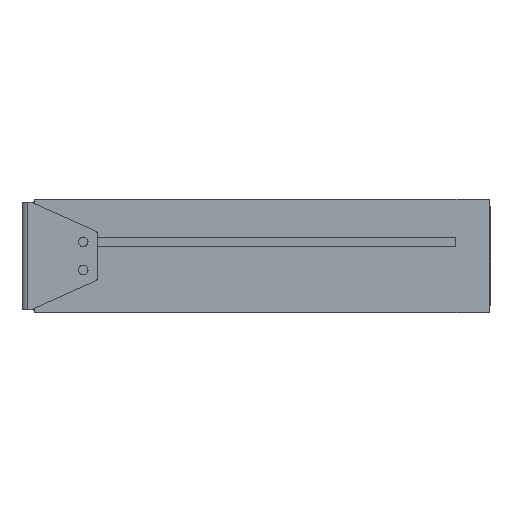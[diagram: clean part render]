
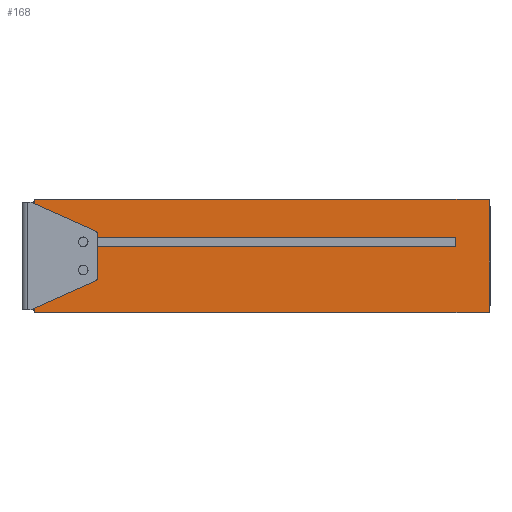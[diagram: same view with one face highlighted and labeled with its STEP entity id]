
A CAD part, top view. The second image highlights one B-rep face of the part: STEP entity #168.
In plain terms, the highlighted planar face has unit normal (0, 0, 1).
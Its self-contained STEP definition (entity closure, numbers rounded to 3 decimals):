
#168=ADVANCED_FACE('',(#415),#416,.T.);
#415=FACE_OUTER_BOUND('',#755,.T.);
#416=PLANE('',#756);
#755=EDGE_LOOP('',(#1190,#1191,#1192,#1193,#1194,#1195,#1196,#1197,#1198,#1199,#1200,#1201,#1202,#1203));
#756=AXIS2_PLACEMENT_3D('',#1204,#1205,#1206);
#1190=ORIENTED_EDGE('',*,*,#2120,.T.);
#1191=ORIENTED_EDGE('',*,*,#2121,.T.);
#1192=ORIENTED_EDGE('',*,*,#2122,.T.);
#1193=ORIENTED_EDGE('',*,*,#2123,.F.);
#1194=ORIENTED_EDGE('',*,*,#2124,.F.);
#1195=ORIENTED_EDGE('',*,*,#2125,.T.);
#1196=ORIENTED_EDGE('',*,*,#2126,.T.);
#1197=ORIENTED_EDGE('',*,*,#2127,.F.);
#1198=ORIENTED_EDGE('',*,*,#2128,.T.);
#1199=ORIENTED_EDGE('',*,*,#2129,.T.);
#1200=ORIENTED_EDGE('',*,*,#2130,.T.);
#1201=ORIENTED_EDGE('',*,*,#2131,.T.);
#1202=ORIENTED_EDGE('',*,*,#2132,.F.);
#1203=ORIENTED_EDGE('',*,*,#2133,.F.);
#1204=CARTESIAN_POINT('',(0.0,20.0,0.0));
#1205=DIRECTION('',(0.0,0.0,1.0));
#1206=DIRECTION('',(1.0,-0.0,0.0));
#2120=EDGE_CURVE('',#2585,#2586,#2587,.T.);
#2121=EDGE_CURVE('',#2586,#2588,#2589,.T.);
#2122=EDGE_CURVE('',#2588,#2590,#2591,.T.);
#2123=EDGE_CURVE('',#2592,#2590,#2593,.T.);
#2124=EDGE_CURVE('',#2594,#2592,#2595,.T.);
#2125=EDGE_CURVE('',#2594,#2596,#2597,.T.);
#2126=EDGE_CURVE('',#2596,#2598,#2599,.T.);
#2127=EDGE_CURVE('',#2600,#2598,#2601,.T.);
#2128=EDGE_CURVE('',#2600,#2602,#2603,.T.);
#2129=EDGE_CURVE('',#2602,#2604,#2605,.T.);
#2130=EDGE_CURVE('',#2604,#2606,#2607,.T.);
#2131=EDGE_CURVE('',#2606,#2608,#2609,.T.);
#2132=EDGE_CURVE('',#2610,#2608,#2611,.T.);
#2133=EDGE_CURVE('',#2585,#2610,#2612,.T.);
#2585=VERTEX_POINT('',#3197);
#2586=VERTEX_POINT('',#3198);
#2587=LINE('',#3199,#3200);
#2588=VERTEX_POINT('',#3201);
#2589=CIRCLE('',#3202,3.0);
#2590=VERTEX_POINT('',#3203);
#2591=LINE('',#3204,#3205);
#2592=VERTEX_POINT('',#3206);
#2593=LINE('',#3207,#3208);
#2594=VERTEX_POINT('',#3209);
#2595=LINE('',#3210,#3211);
#2596=VERTEX_POINT('',#3212);
#2597=LINE('',#3213,#3214);
#2598=VERTEX_POINT('',#3215);
#2599=LINE('',#3216,#3217);
#2600=VERTEX_POINT('',#3218);
#2601=LINE('',#3219,#3220);
#2602=VERTEX_POINT('',#3221);
#2603=LINE('',#3222,#3223);
#2604=VERTEX_POINT('',#3224);
#2605=CIRCLE('',#3225,3.0);
#2606=VERTEX_POINT('',#3226);
#2607=LINE('',#3227,#3228);
#2608=VERTEX_POINT('',#3229);
#2609=LINE('',#3230,#3231);
#2610=VERTEX_POINT('',#3232);
#2611=LINE('',#3233,#3234);
#2612=LINE('',#3235,#3236);
#3197=CARTESIAN_POINT('',(31.,10.0,0.));
#3198=CARTESIAN_POINT('',(31.,-23.724,0.0));
#3199=CARTESIAN_POINT('',(31.,23.724,0.));
#3200=VECTOR('',#3907,47.449);
#3201=CARTESIAN_POINT('',(29.22,-26.465,0.0));
#3202=AXIS2_PLACEMENT_3D('',#3908,#3909,#3910);
#3203=CARTESIAN_POINT('',(-36.0,-55.503,0.));
#3204=CARTESIAN_POINT('',(29.22,-26.465,0.0));
#3205=VECTOR('',#3911,75.073);
#3206=CARTESIAN_POINT('',(-36.,-60.0,0.0));
#3207=CARTESIAN_POINT('',(-36.0,-60.0,0.0));
#3208=VECTOR('',#3912,120.0);
#3209=CARTESIAN_POINT('',(447.0,-60.0,0.0));
#3210=CARTESIAN_POINT('',(447.0,-60.,0.));
#3211=VECTOR('',#3913,483.0);
#3212=CARTESIAN_POINT('',(447.0,60.0,0.0));
#3213=CARTESIAN_POINT('',(447.0,-60.0,0.0));
#3214=VECTOR('',#3914,120.0);
#3215=CARTESIAN_POINT('',(-36.0,60.0,0.0));
#3216=CARTESIAN_POINT('',(447.0,60.,0.));
#3217=VECTOR('',#3915,483.0);
#3218=CARTESIAN_POINT('',(-36.0,55.503,0.));
#3219=CARTESIAN_POINT('',(-36.0,-60.0,0.0));
#3220=VECTOR('',#3916,120.0);
#3221=CARTESIAN_POINT('',(29.22,26.465,0.));
#3222=CARTESIAN_POINT('',(-39.362,57.,0.));
#3223=VECTOR('',#3917,75.073);
#3224=CARTESIAN_POINT('',(31.,23.724,0.));
#3225=AXIS2_PLACEMENT_3D('',#3918,#3919,#3920);
#3226=CARTESIAN_POINT('',(31.,20.0,0.));
#3227=CARTESIAN_POINT('',(31.,23.724,0.));
#3228=VECTOR('',#3921,47.449);
#3229=CARTESIAN_POINT('',(411.0,20.,0.));
#3230=CARTESIAN_POINT('',(0.0,20.0,0.0));
#3231=VECTOR('',#3922,411.0);
#3232=CARTESIAN_POINT('',(411.0,10.,0.));
#3233=CARTESIAN_POINT('',(411.0,10.,0.0));
#3234=VECTOR('',#3923,10.0);
#3235=CARTESIAN_POINT('',(0.0,10.0,0.0));
#3236=VECTOR('',#3924,411.0);
#3907=DIRECTION('',(0.0,-1.0,0.0));
#3908=CARTESIAN_POINT('',(28.0,-23.724,0.0));
#3909=DIRECTION('',(0.0,0.0,-1.0));
#3910=DIRECTION('',(1.0,0.0,0.0));
#3911=DIRECTION('',(-0.914,-0.407,0.));
#3912=DIRECTION('',(0.0,1.0,0.0));
#3913=DIRECTION('',(-1.0,0.0,0.0));
#3914=DIRECTION('',(0.0,1.0,0.0));
#3915=DIRECTION('',(-1.0,0.0,0.0));
#3916=DIRECTION('',(0.0,1.0,0.0));
#3917=DIRECTION('',(0.914,-0.407,0.));
#3918=CARTESIAN_POINT('',(28.0,23.724,0.));
#3919=DIRECTION('',(0.,0.,-1.0));
#3920=DIRECTION('',(0.407,0.914,0.));
#3921=DIRECTION('',(0.0,-1.0,0.0));
#3922=DIRECTION('',(1.0,0.0,0.0));
#3923=DIRECTION('',(0.0,1.0,0.0));
#3924=DIRECTION('',(1.0,0.0,0.0));
